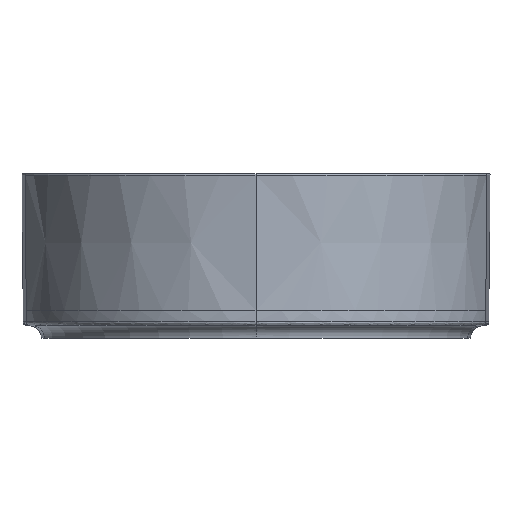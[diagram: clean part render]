
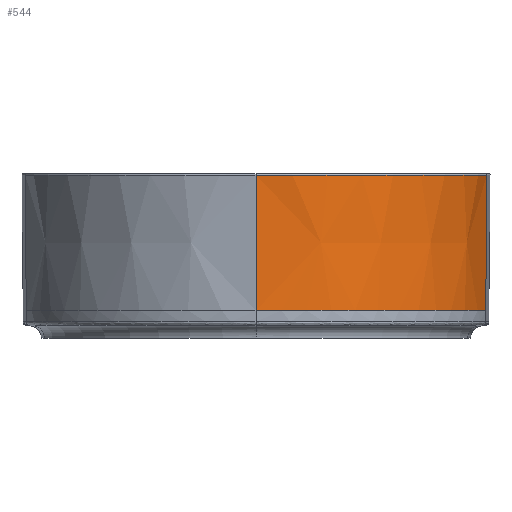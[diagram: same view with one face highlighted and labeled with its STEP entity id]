
A CAD part, front view. The second image highlights one B-rep face of the part: STEP entity #544.
In plain terms, the highlighted conical face has half-angle 0.5 degrees and reference radius 185 mm.
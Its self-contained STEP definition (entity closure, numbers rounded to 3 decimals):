
#165=CONICAL_SURFACE('',#2132,185.,0.5);
#224=FACE_OUTER_BOUND('',#726,.T.);
#325=LINE('',#6932,#381);
#381=VECTOR('',#2358,1.);
#454=CIRCLE('',#2131,184.991);
#544=ADVANCED_FACE('',(#224),#165,.T.);
#726=EDGE_LOOP('',(#1087,#1088,#1089,#1090));
#1087=ORIENTED_EDGE('',*,*,#1793,.F.);
#1088=ORIENTED_EDGE('',*,*,#1794,.T.);
#1089=ORIENTED_EDGE('',*,*,#1795,.F.);
#1090=ORIENTED_EDGE('',*,*,#1796,.F.);
#1490=VERTEX_POINT('',#5116);
#1560=VERTEX_POINT('',#6933);
#1561=VERTEX_POINT('',#6934);
#1562=VERTEX_POINT('',#6940);
#1793=EDGE_CURVE('',#1560,#1561,#325,.T.);
#1794=EDGE_CURVE('',#1560,#1490,#454,.T.);
#1795=EDGE_CURVE('',#1562,#1490,#2014,.T.);
#1796=EDGE_CURVE('',#1561,#1562,#2015,.T.);
#2014=B_SPLINE_CURVE_WITH_KNOTS('',3,(#6936,#6937,#6938,#6939),
 .UNSPECIFIED.,.F.,.F.,(4,4),(0.,1.),.UNSPECIFIED.);
#2015=B_SPLINE_CURVE_WITH_KNOTS('',3,(#6941,#6942,#6943,#6944,#6945,#6946,
#6947,#6948,#6949,#6950),.UNSPECIFIED.,.F.,.F.,(4,2,2,2,4),(0.,0.25,0.5,
0.75,1.),.UNSPECIFIED.);
#2131=AXIS2_PLACEMENT_3D('',#6935,#2359,#2360);
#2132=AXIS2_PLACEMENT_3D('',#6951,#2361,#2362);
#2358=DIRECTION('',(-0.009,0.001,-1.));
#2359=DIRECTION('',(0.,0.,-1.));
#2360=DIRECTION('',(1.,0.,0.));
#2361=DIRECTION('',(0.,0.,1.));
#2362=DIRECTION('',(1.,0.,0.));
#5116=CARTESIAN_POINT('',(0.,-289.991,-1.009));
#6932=CARTESIAN_POINT('',(182.551,-135.,0.));
#6933=CARTESIAN_POINT('',(182.543,-134.999,-1.009));
#6934=CARTESIAN_POINT('',(181.621,-134.847,-108.));
#6935=CARTESIAN_POINT('',(0.,-105.,-1.009));
#6936=CARTESIAN_POINT('',(0.,-289.057,-108.));
#6937=CARTESIAN_POINT('',(0.,-289.369,-72.336));
#6938=CARTESIAN_POINT('',(0.,-289.68,-36.672));
#6939=CARTESIAN_POINT('',(0.,-289.991,-1.009));
#6940=CARTESIAN_POINT('',(0.,-289.057,-108.));
#6941=CARTESIAN_POINT('',(181.621,-134.847,-108.));
#6942=CARTESIAN_POINT('',(178.119,-156.156,-108.));
#6943=CARTESIAN_POINT('',(170.83,-176.837,-108.));
#6944=CARTESIAN_POINT('',(149.563,-214.428,-108.));
#6945=CARTESIAN_POINT('',(135.591,-231.328,-108.));
#6946=CARTESIAN_POINT('',(102.668,-259.282,-108.));
#6947=CARTESIAN_POINT('',(83.726,-270.328,-108.));
#6948=CARTESIAN_POINT('',(43.184,-285.218,-108.));
#6949=CARTESIAN_POINT('',(21.595,-289.057,-108.));
#6950=CARTESIAN_POINT('',(0.,-289.057,-108.));
#6951=CARTESIAN_POINT('',(0.,-105.,0.));
